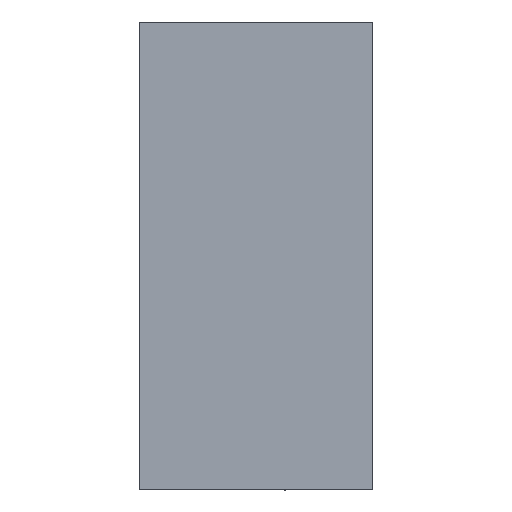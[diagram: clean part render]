
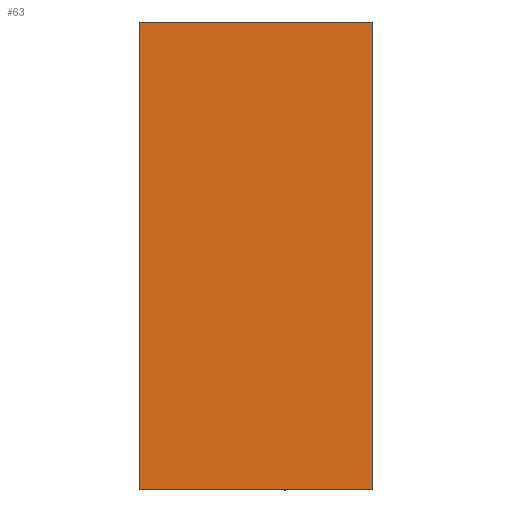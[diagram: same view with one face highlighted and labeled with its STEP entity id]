
A CAD part, top view. The second image highlights one B-rep face of the part: STEP entity #63.
In plain terms, the highlighted planar face has unit normal (0, 0, 1).
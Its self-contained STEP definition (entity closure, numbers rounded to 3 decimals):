
#63=ADVANCED_FACE('',(#127),#128,.T.);
#127=FACE_OUTER_BOUND('',#189,.T.);
#128=PLANE('',#190);
#189=EDGE_LOOP('',(#295,#296,#297,#298));
#190=AXIS2_PLACEMENT_3D('',#299,#300,#301);
#295=ORIENTED_EDGE('',*,*,#425,.T.);
#296=ORIENTED_EDGE('',*,*,#426,.F.);
#297=ORIENTED_EDGE('',*,*,#427,.F.);
#298=ORIENTED_EDGE('',*,*,#422,.T.);
#299=CARTESIAN_POINT('',(0.0,5.0,0.501));
#300=DIRECTION('',(0.0,0.0,1.0));
#301=DIRECTION('',(-1.0,0.0,-0.0));
#422=EDGE_CURVE('',#510,#508,#511,.T.);
#425=EDGE_CURVE('',#508,#514,#515,.T.);
#426=EDGE_CURVE('',#516,#514,#517,.T.);
#427=EDGE_CURVE('',#510,#516,#518,.T.);
#508=VERTEX_POINT('',#629);
#510=VERTEX_POINT('',#632);
#511=LINE('',#633,#634);
#514=VERTEX_POINT('',#638);
#515=LINE('',#639,#640);
#516=VERTEX_POINT('',#641);
#517=LINE('',#642,#643);
#518=LINE('',#644,#645);
#629=CARTESIAN_POINT('',(-2.5,-5.0,0.501));
#632=CARTESIAN_POINT('',(-2.5,5.0,0.501));
#633=CARTESIAN_POINT('',(-2.5,5.0,0.501));
#634=VECTOR('',#729,1.0);
#638=CARTESIAN_POINT('',(2.5,-5.0,0.501));
#639=CARTESIAN_POINT('',(-2.5,-5.0,0.501));
#640=VECTOR('',#731,1.0);
#641=CARTESIAN_POINT('',(2.5,5.0,0.501));
#642=CARTESIAN_POINT('',(2.5,5.0,0.501));
#643=VECTOR('',#732,1.0);
#644=CARTESIAN_POINT('',(-2.5,5.0,0.501));
#645=VECTOR('',#733,1.0);
#729=DIRECTION('',(0.0,-1.0,0.0));
#731=DIRECTION('',(1.0,0.0,0.0));
#732=DIRECTION('',(0.0,-1.0,0.0));
#733=DIRECTION('',(1.0,0.0,0.0));
